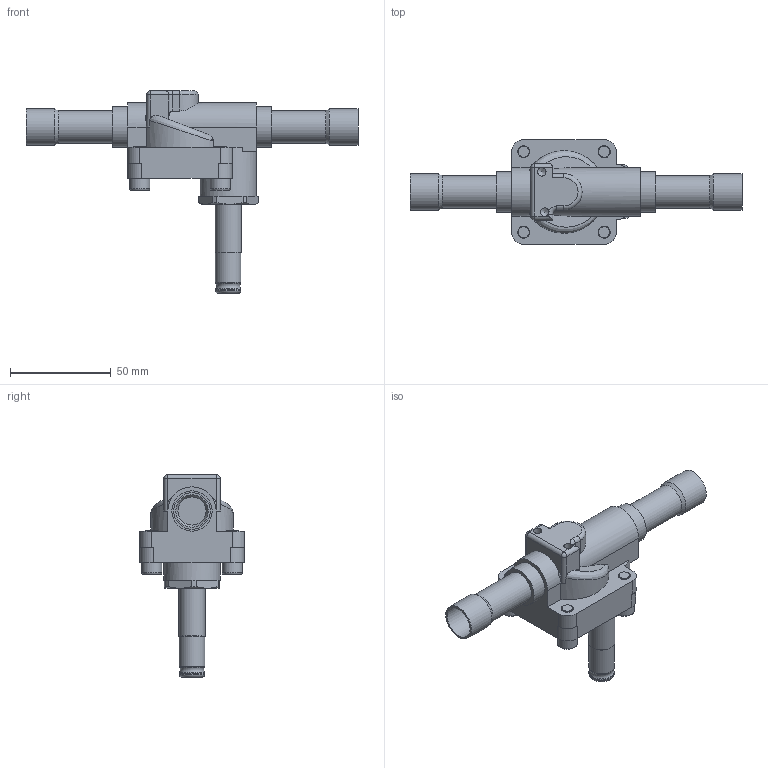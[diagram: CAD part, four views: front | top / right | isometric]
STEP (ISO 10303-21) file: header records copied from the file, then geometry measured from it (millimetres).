
FILE_DESCRIPTION(('TFLEX Exchange Step'),'2;1');
FILE_NAME('032L2228R.stp', '2023-09-28T09:34:11+03:00',('RUCO3026'),('Unknown organisation'),'TFLEX Exchange 2022.1','T-FLEX CAD','Unknown authorisation');
FILE_SCHEMA( ('AUTOMOTIVE_DESIGN { 1 0 10303 214 1 1 1 1 }') );
Length unit declared in the file: millimetre
Products named in the file (1): Nodes
Bounding box: 165 x 52 x 100.6 mm (x, y, z)
Volume: 100491.7 mm3; surface area: 30704.7 mm2
Topology: 1 solids, 6 shells, 231 faces, 628 edges, 419 vertices
Faces by surface type: plane 124, cylinder 67, cone 22, torus 12, bspline 4, sphere 2
Full cylindrical faces by diameter (mm): 4.2 x2, 6 x8, 6.5 x4, 10 x4, 11.6 x2, 12 x1, 12.7 x2, 13.1 x1, 14 x2, 14.8 x1, 16 x2, 16.1 x2, 18.1 x2, 20 x2, 28 x1
Entity records: 9057 total; most frequent: CARTESIAN_POINT 3195, ORIENTED_EDGE 1236, DIRECTION 1230, EDGE_CURVE 618, AXIS2_PLACEMENT_3D 500, VERTEX_POINT 419, CIRCLE 270, EDGE_LOOP 259
